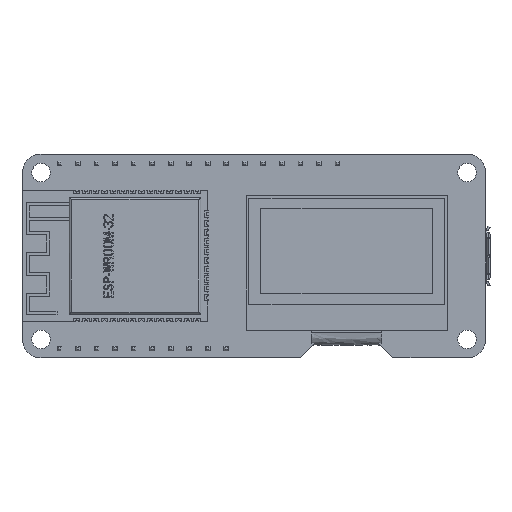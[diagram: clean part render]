
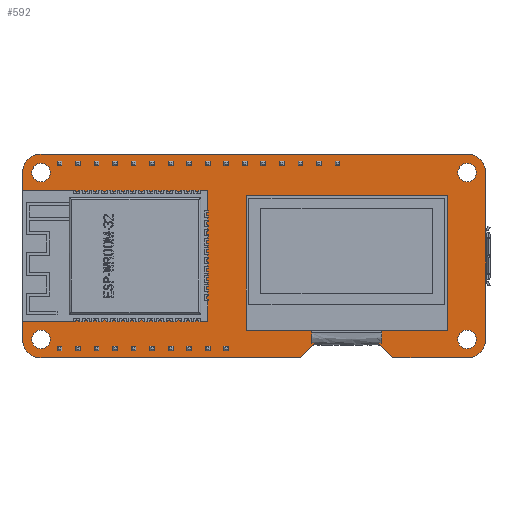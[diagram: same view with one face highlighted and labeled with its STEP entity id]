
A CAD part, top view. The second image highlights one B-rep face of the part: STEP entity #592.
In plain terms, the highlighted planar face has unit normal (0, 0, 1).
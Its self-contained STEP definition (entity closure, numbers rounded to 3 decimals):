
#55 = VERTEX_POINT('',#56);
#56 = CARTESIAN_POINT('',(29.21,13.97,1.575));
#62 = EDGE_CURVE('',#55,#63,#65,.T.);
#63 = VERTEX_POINT('',#64);
#64 = CARTESIAN_POINT('',(-29.21,13.97,1.575));
#65 = LINE('',#66,#67);
#66 = CARTESIAN_POINT('',(29.21,13.97,1.575));
#67 = VECTOR('',#68,1.);
#68 = DIRECTION('',(-1.,0.,0.));
#93 = EDGE_CURVE('',#63,#94,#96,.T.);
#94 = VERTEX_POINT('',#95);
#95 = CARTESIAN_POINT('',(-31.75,11.43,1.575));
#96 = CIRCLE('',#97,2.54);
#97 = AXIS2_PLACEMENT_3D('',#98,#99,#100);
#98 = CARTESIAN_POINT('',(-29.21,11.43,1.575));
#99 = DIRECTION('',(0.,0.,1.));
#100 = DIRECTION('',(1.,0.,0.));
#126 = EDGE_CURVE('',#94,#127,#129,.T.);
#127 = VERTEX_POINT('',#128);
#128 = CARTESIAN_POINT('',(-31.75,-11.43,1.575));
#129 = LINE('',#130,#131);
#130 = CARTESIAN_POINT('',(-31.75,11.43,1.575));
#131 = VECTOR('',#132,1.);
#132 = DIRECTION('',(0.,-1.,0.));
#157 = EDGE_CURVE('',#127,#158,#160,.T.);
#158 = VERTEX_POINT('',#159);
#159 = CARTESIAN_POINT('',(-29.21,-13.97,1.575));
#160 = CIRCLE('',#161,2.54);
#161 = AXIS2_PLACEMENT_3D('',#162,#163,#164);
#162 = CARTESIAN_POINT('',(-29.21,-11.43,1.575));
#163 = DIRECTION('',(0.,0.,1.));
#164 = DIRECTION('',(1.,0.,0.));
#190 = EDGE_CURVE('',#158,#191,#193,.T.);
#191 = VERTEX_POINT('',#192);
#192 = CARTESIAN_POINT('',(6.35,-13.97,1.575));
#193 = LINE('',#194,#195);
#194 = CARTESIAN_POINT('',(-29.21,-13.97,1.575));
#195 = VECTOR('',#196,1.);
#196 = DIRECTION('',(1.,0.,0.));
#221 = EDGE_CURVE('',#191,#222,#224,.T.);
#222 = VERTEX_POINT('',#223);
#223 = CARTESIAN_POINT('',(8.89,-11.43,1.575));
#224 = LINE('',#225,#226);
#225 = CARTESIAN_POINT('',(6.35,-13.97,1.575));
#226 = VECTOR('',#227,1.);
#227 = DIRECTION('',(0.707,0.707,0.));
#252 = EDGE_CURVE('',#222,#253,#255,.T.);
#253 = VERTEX_POINT('',#254);
#254 = CARTESIAN_POINT('',(16.51,-11.43,1.575));
#255 = LINE('',#256,#257);
#256 = CARTESIAN_POINT('',(8.89,-11.43,1.575));
#257 = VECTOR('',#258,1.);
#258 = DIRECTION('',(1.,0.,0.));
#283 = EDGE_CURVE('',#253,#284,#286,.T.);
#284 = VERTEX_POINT('',#285);
#285 = CARTESIAN_POINT('',(19.05,-13.97,1.575));
#286 = LINE('',#287,#288);
#287 = CARTESIAN_POINT('',(16.51,-11.43,1.575));
#288 = VECTOR('',#289,1.);
#289 = DIRECTION('',(0.707,-0.707,0.));
#314 = EDGE_CURVE('',#284,#315,#317,.T.);
#315 = VERTEX_POINT('',#316);
#316 = CARTESIAN_POINT('',(29.21,-13.97,1.575));
#317 = LINE('',#318,#319);
#318 = CARTESIAN_POINT('',(19.05,-13.97,1.575));
#319 = VECTOR('',#320,1.);
#320 = DIRECTION('',(1.,0.,0.));
#345 = EDGE_CURVE('',#315,#346,#348,.T.);
#346 = VERTEX_POINT('',#347);
#347 = CARTESIAN_POINT('',(31.75,-11.43,1.575));
#348 = CIRCLE('',#349,2.54);
#349 = AXIS2_PLACEMENT_3D('',#350,#351,#352);
#350 = CARTESIAN_POINT('',(29.21,-11.43,1.575));
#351 = DIRECTION('',(0.,0.,1.));
#352 = DIRECTION('',(1.,0.,0.));
#378 = EDGE_CURVE('',#346,#379,#381,.T.);
#379 = VERTEX_POINT('',#380);
#380 = CARTESIAN_POINT('',(31.75,11.43,1.575));
#381 = LINE('',#382,#383);
#382 = CARTESIAN_POINT('',(31.75,-11.43,1.575));
#383 = VECTOR('',#384,1.);
#384 = DIRECTION('',(0.,1.,0.));
#409 = EDGE_CURVE('',#379,#55,#410,.T.);
#410 = CIRCLE('',#411,2.54);
#411 = AXIS2_PLACEMENT_3D('',#412,#413,#414);
#412 = CARTESIAN_POINT('',(29.21,11.43,1.575));
#413 = DIRECTION('',(0.,0.,1.));
#414 = DIRECTION('',(1.,0.,0.));
#435 = VERTEX_POINT('',#436);
#436 = CARTESIAN_POINT('',(-27.94,-11.43,1.575));
#442 = EDGE_CURVE('',#435,#435,#443,.T.);
#443 = CIRCLE('',#444,1.27);
#444 = AXIS2_PLACEMENT_3D('',#445,#446,#447);
#445 = CARTESIAN_POINT('',(-29.21,-11.43,1.575));
#446 = DIRECTION('',(0.,0.,1.));
#447 = DIRECTION('',(1.,0.,0.));
#468 = VERTEX_POINT('',#469);
#469 = CARTESIAN_POINT('',(30.48,-11.43,1.575));
#475 = EDGE_CURVE('',#468,#468,#476,.T.);
#476 = CIRCLE('',#477,1.27);
#477 = AXIS2_PLACEMENT_3D('',#478,#479,#480);
#478 = CARTESIAN_POINT('',(29.21,-11.43,1.575));
#479 = DIRECTION('',(0.,0.,1.));
#480 = DIRECTION('',(1.,0.,0.));
#501 = VERTEX_POINT('',#502);
#502 = CARTESIAN_POINT('',(30.48,11.43,1.575));
#508 = EDGE_CURVE('',#501,#501,#509,.T.);
#509 = CIRCLE('',#510,1.27);
#510 = AXIS2_PLACEMENT_3D('',#511,#512,#513);
#511 = CARTESIAN_POINT('',(29.21,11.43,1.575));
#512 = DIRECTION('',(0.,0.,1.));
#513 = DIRECTION('',(1.,0.,0.));
#534 = VERTEX_POINT('',#535);
#535 = CARTESIAN_POINT('',(-27.94,11.43,1.575));
#541 = EDGE_CURVE('',#534,#534,#542,.T.);
#542 = CIRCLE('',#543,1.27);
#543 = AXIS2_PLACEMENT_3D('',#544,#545,#546);
#544 = CARTESIAN_POINT('',(-29.21,11.43,1.575));
#545 = DIRECTION('',(0.,0.,1.));
#546 = DIRECTION('',(1.,0.,0.));
#592 = ADVANCED_FACE('',(#593,#607,#610,#613,#616),#619,.F.);
#593 = FACE_BOUND('',#594,.T.);
#594 = EDGE_LOOP('',(#595,#596,#597,#598,#599,#600,#601,#602,#603,#604,
    #605,#606));
#595 = ORIENTED_EDGE('',*,*,#62,.T.);
#596 = ORIENTED_EDGE('',*,*,#93,.T.);
#597 = ORIENTED_EDGE('',*,*,#126,.T.);
#598 = ORIENTED_EDGE('',*,*,#157,.T.);
#599 = ORIENTED_EDGE('',*,*,#190,.T.);
#600 = ORIENTED_EDGE('',*,*,#221,.T.);
#601 = ORIENTED_EDGE('',*,*,#252,.T.);
#602 = ORIENTED_EDGE('',*,*,#283,.T.);
#603 = ORIENTED_EDGE('',*,*,#314,.T.);
#604 = ORIENTED_EDGE('',*,*,#345,.T.);
#605 = ORIENTED_EDGE('',*,*,#378,.T.);
#606 = ORIENTED_EDGE('',*,*,#409,.T.);
#607 = FACE_BOUND('',#608,.F.);
#608 = EDGE_LOOP('',(#609));
#609 = ORIENTED_EDGE('',*,*,#442,.T.);
#610 = FACE_BOUND('',#611,.F.);
#611 = EDGE_LOOP('',(#612));
#612 = ORIENTED_EDGE('',*,*,#475,.T.);
#613 = FACE_BOUND('',#614,.F.);
#614 = EDGE_LOOP('',(#615));
#615 = ORIENTED_EDGE('',*,*,#508,.T.);
#616 = FACE_BOUND('',#617,.F.);
#617 = EDGE_LOOP('',(#618));
#618 = ORIENTED_EDGE('',*,*,#541,.T.);
#619 = PLANE('',#620);
#620 = AXIS2_PLACEMENT_3D('',#621,#622,#623);
#621 = CARTESIAN_POINT('',(29.21,13.97,1.575));
#622 = DIRECTION('',(0.,0.,-1.));
#623 = DIRECTION('',(-1.,0.,0.));
